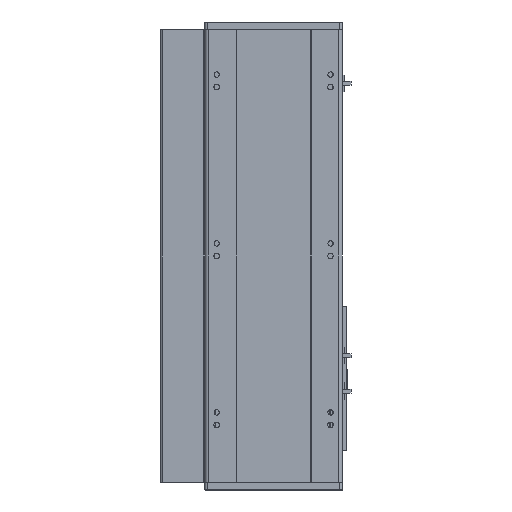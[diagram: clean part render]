
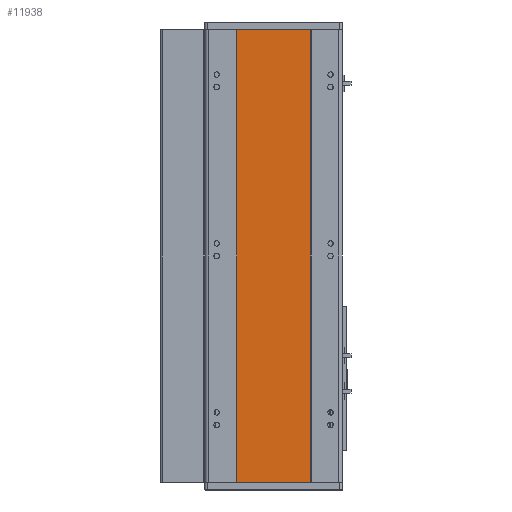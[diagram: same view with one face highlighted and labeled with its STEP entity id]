
A CAD part, front view. The second image highlights one B-rep face of the part: STEP entity #11938.
In plain terms, the highlighted planar face has unit normal (0, -1, 0).
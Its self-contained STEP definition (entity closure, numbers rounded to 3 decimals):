
#3320 = CARTESIAN_POINT ( 'NONE',  ( -59., 1., -362. ) ) ;
#5479 = EDGE_LOOP ( 'NONE', ( #17338, #6541, #11758, #29996 ) ) ;
#6541 = ORIENTED_EDGE ( 'NONE', *, *, #7881, .F. ) ;
#7155 = LINE ( 'NONE', #27214, #45816 ) ;
#7486 = VERTEX_POINT ( 'NONE', #34931 ) ;
#7881 = EDGE_CURVE ( 'NONE', #27317, #8223, #8824, .T. ) ;
#7916 = CARTESIAN_POINT ( 'NONE',  ( 59., 1., 362. ) ) ;
#8223 = VERTEX_POINT ( 'NONE', #42358 ) ;
#8461 = DIRECTION ( 'NONE',  ( 0., 0., -1. ) ) ;
#8824 = LINE ( 'NONE', #7916, #11696 ) ;
#11228 = DIRECTION ( 'NONE',  ( 1., 0., 0. ) ) ;
#11643 = DIRECTION ( 'NONE',  ( 0., 0., -1. ) ) ;
#11696 = VECTOR ( 'NONE', #11643, 1000. ) ;
#11758 = ORIENTED_EDGE ( 'NONE', *, *, #15328, .F. ) ;
#11938 = ADVANCED_FACE ( 'NONE', ( #21532 ), #23839, .F. ) ;
#15328 = EDGE_CURVE ( 'NONE', #7486, #27317, #42696, .T. ) ;
#16491 = CARTESIAN_POINT ( 'NONE',  ( 59., 1., 362. ) ) ;
#17338 = ORIENTED_EDGE ( 'NONE', *, *, #38235, .T. ) ;
#18326 = AXIS2_PLACEMENT_3D ( 'NONE', #45999, #24007, #20092 ) ;
#20092 = DIRECTION ( 'NONE',  ( -1., 0., 0. ) ) ;
#20798 = VECTOR ( 'NONE', #47526, 1000. ) ;
#21532 = FACE_OUTER_BOUND ( 'NONE', #5479, .T. ) ;
#23839 = PLANE ( 'NONE',  #18326 ) ;
#24007 = DIRECTION ( 'NONE',  ( 0., 1., 0. ) ) ;
#25246 = VECTOR ( 'NONE', #11228, 1000. ) ;
#25621 = CARTESIAN_POINT ( 'NONE',  ( -59., 1., -362. ) ) ;
#27214 = CARTESIAN_POINT ( 'NONE',  ( -59., 1., 362. ) ) ;
#27317 = VERTEX_POINT ( 'NONE', #16491 ) ;
#29996 = ORIENTED_EDGE ( 'NONE', *, *, #46954, .T. ) ;
#34931 = CARTESIAN_POINT ( 'NONE',  ( -59., 1., 362. ) ) ;
#38223 = VERTEX_POINT ( 'NONE', #3320 ) ;
#38235 = EDGE_CURVE ( 'NONE', #38223, #8223, #40727, .T. ) ;
#40727 = LINE ( 'NONE', #25621, #25246 ) ;
#42358 = CARTESIAN_POINT ( 'NONE',  ( 59., 1., -362. ) ) ;
#42696 = LINE ( 'NONE', #43345, #20798 ) ;
#43345 = CARTESIAN_POINT ( 'NONE',  ( -59., 1., 362. ) ) ;
#45816 = VECTOR ( 'NONE', #8461, 1000. ) ;
#45999 = CARTESIAN_POINT ( 'NONE',  ( -59., 1., 362. ) ) ;
#46954 = EDGE_CURVE ( 'NONE', #7486, #38223, #7155, .T. ) ;
#47526 = DIRECTION ( 'NONE',  ( 1., 0., 0. ) ) ;
